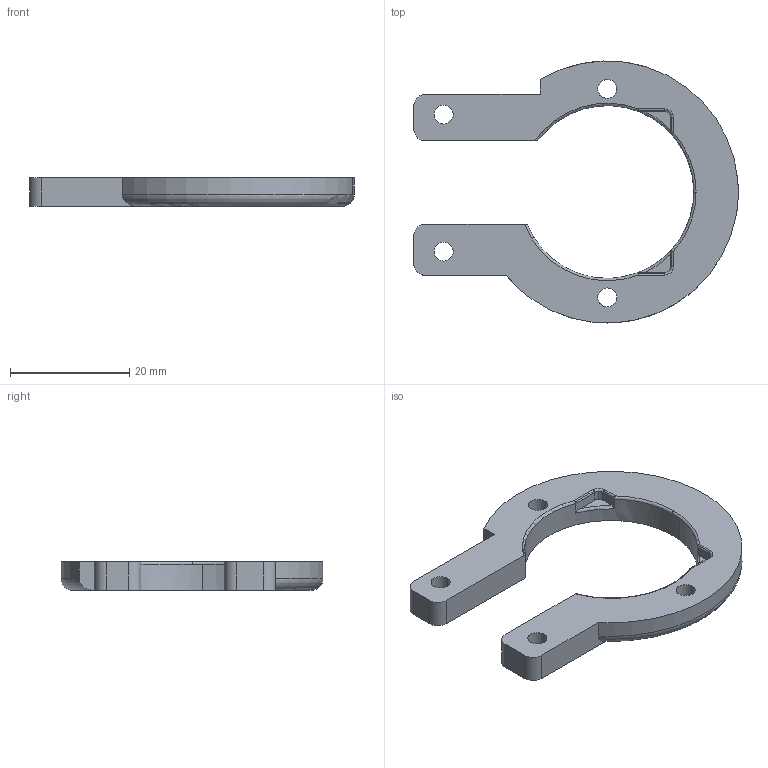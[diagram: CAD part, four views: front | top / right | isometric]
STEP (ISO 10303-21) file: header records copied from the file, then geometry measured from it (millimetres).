
FILE_DESCRIPTION(('HOOPS Exchange Step'),'2;1');
FILE_NAME('Bridges-Trackball-Mount-Left.step','2025-11-23T19:37:27+18:00',('me'),('Unknown organisation'),'HOOPS Exchange 2024.2','HOOPS Exchange','Unknown authorisation');
FILE_SCHEMA( ('AP203_CONFIGURATION_CONTROLLED_3D_DESIGN_OF_MECHANICAL_PARTS_AND_ASSEMBLIES_MIM_LF') );
Length unit declared in the file: millimetre
Products named in the file (2): 0; root
Assembly tree (1 placements, depth 2):
  root
    0
Bounding box: 54.49 x 43.97 x 4.8 mm (x, y, z)
Volume: 4375.8 mm3; surface area: 3261.7 mm2
Topology: 1 solids, 1 shells, 53 faces, 145 edges, 94 vertices
Faces by surface type: cylinder 28, plane 15, torus 10
Entity records: 4724 total; most frequent: CARTESIAN_POINT 3395, ORIENTED_EDGE 290, DIRECTION 235, EDGE_CURVE 145, VERTEX_POINT 94, AXIS2_PLACEMENT_3D 86, VECTOR 63, LINE 63
